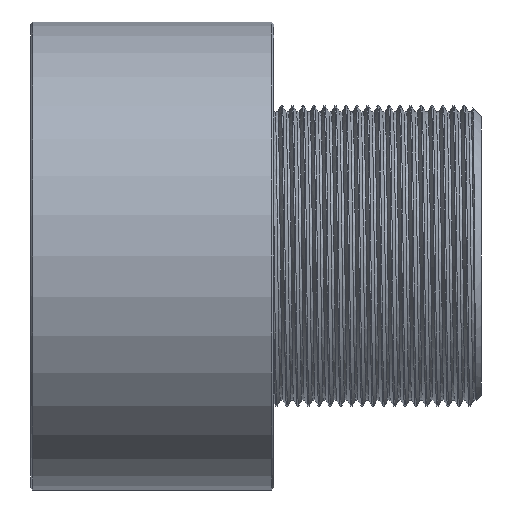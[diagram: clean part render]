
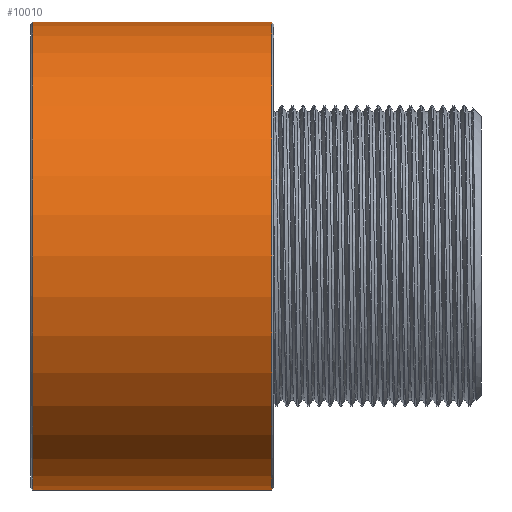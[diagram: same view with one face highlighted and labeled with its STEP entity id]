
A CAD part, front view. The second image highlights one B-rep face of the part: STEP entity #10010.
In plain terms, the highlighted cylindrical face has radius 32.7 mm (diameter 65.4 mm), a partial arc.
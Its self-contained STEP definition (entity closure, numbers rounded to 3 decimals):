
#147 = ORIENTED_EDGE ( 'NONE', *, *, #3240, .T. ) ;
#205 = EDGE_CURVE ( 'NONE', #10239, #385, #11106, .T. ) ;
#238 = CIRCLE ( 'NONE', #11677, 32.7 ) ;
#385 = VERTEX_POINT ( 'NONE', #1037 ) ;
#1037 = CARTESIAN_POINT ( 'NONE',  ( 33.7, 0., 32.7 ) ) ;
#1852 = VERTEX_POINT ( 'NONE', #5393 ) ;
#2191 = EDGE_CURVE ( 'NONE', #385, #1852, #4789, .T. ) ;
#2411 = VECTOR ( 'NONE', #5937, 1000. ) ;
#2548 = CARTESIAN_POINT ( 'NONE',  ( 33.7, 0., -32.7 ) ) ;
#2558 = VECTOR ( 'NONE', #2892, 1000. ) ;
#2593 = AXIS2_PLACEMENT_3D ( 'NONE', #6126, #12806, #9264 ) ;
#2691 = DIRECTION ( 'NONE',  ( -1., 0., 0. ) ) ;
#2892 = DIRECTION ( 'NONE',  ( -1., 0., 0. ) ) ;
#3240 = EDGE_CURVE ( 'NONE', #1852, #7510, #238, .T. ) ;
#4789 = LINE ( 'NONE', #7726, #2558 ) ;
#5393 = CARTESIAN_POINT ( 'NONE',  ( 0.3, 0., 32.7 ) ) ;
#5517 = DIRECTION ( 'NONE',  ( 1., 0., 0. ) ) ;
#5680 = CARTESIAN_POINT ( 'NONE',  ( 0.3, 0., -32.7 ) ) ;
#5879 = EDGE_LOOP ( 'NONE', ( #12275, #11018, #7064, #147 ) ) ;
#5937 = DIRECTION ( 'NONE',  ( -1., 0., 0. ) ) ;
#6126 = CARTESIAN_POINT ( 'NONE',  ( -31.707, 0., 0. ) ) ;
#7064 = ORIENTED_EDGE ( 'NONE', *, *, #2191, .T. ) ;
#7510 = VERTEX_POINT ( 'NONE', #5680 ) ;
#7726 = CARTESIAN_POINT ( 'NONE',  ( -31.707, 0., 32.7 ) ) ;
#7985 = FACE_OUTER_BOUND ( 'NONE', #5879, .T. ) ;
#8849 = CYLINDRICAL_SURFACE ( 'NONE', #2593, 32.7 ) ;
#9264 = DIRECTION ( 'NONE',  ( 0., 0., 1. ) ) ;
#10010 = ADVANCED_FACE ( 'NONE', ( #7985 ), #8849, .T. ) ;
#10114 = CARTESIAN_POINT ( 'NONE',  ( 0.3, 0., 0. ) ) ;
#10239 = VERTEX_POINT ( 'NONE', #2548 ) ;
#10393 = EDGE_CURVE ( 'NONE', #10239, #7510, #11131, .T. ) ;
#10644 = CARTESIAN_POINT ( 'NONE',  ( 33.7, 0., 0. ) ) ;
#10704 = AXIS2_PLACEMENT_3D ( 'NONE', #10644, #2691, #12539 ) ;
#11018 = ORIENTED_EDGE ( 'NONE', *, *, #205, .T. ) ;
#11106 = CIRCLE ( 'NONE', #10704, 32.7 ) ;
#11131 = LINE ( 'NONE', #11348, #2411 ) ;
#11348 = CARTESIAN_POINT ( 'NONE',  ( -31.707, 0., -32.7 ) ) ;
#11677 = AXIS2_PLACEMENT_3D ( 'NONE', #10114, #5517, #12615 ) ;
#12275 = ORIENTED_EDGE ( 'NONE', *, *, #10393, .F. ) ;
#12539 = DIRECTION ( 'NONE',  ( 0., 0., 1. ) ) ;
#12615 = DIRECTION ( 'NONE',  ( 0., 0., -1. ) ) ;
#12806 = DIRECTION ( 'NONE',  ( -1., 0., 0. ) ) ;
